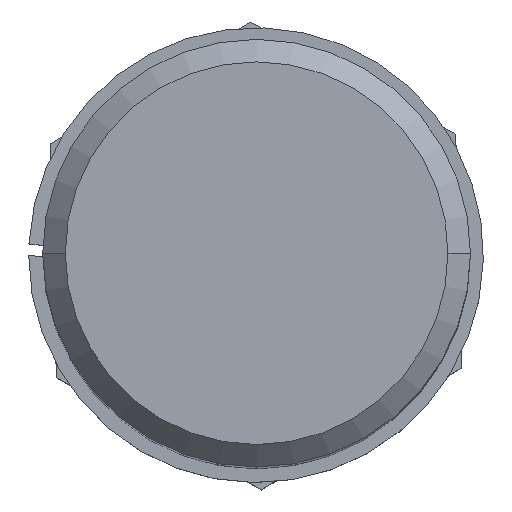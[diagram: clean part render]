
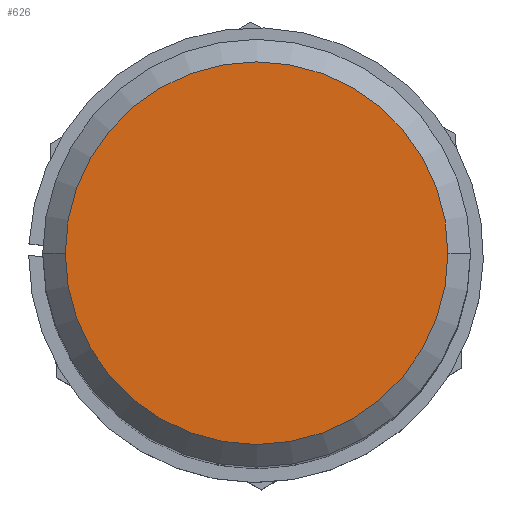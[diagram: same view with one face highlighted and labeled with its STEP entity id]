
A CAD part, top view. The second image highlights one B-rep face of the part: STEP entity #626.
In plain terms, the highlighted planar face has unit normal (0, 0, 1).
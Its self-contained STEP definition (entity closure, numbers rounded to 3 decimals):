
#83 = DIRECTION ( 'NONE',  ( 1., 0., 0. ) ) ;
#102 = CARTESIAN_POINT ( 'NONE',  ( 0., 0., 45. ) ) ;
#113 = DIRECTION ( 'NONE',  ( 0., 0., 1. ) ) ;
#124 = CARTESIAN_POINT ( 'NONE',  ( 0., 0., 45. ) ) ;
#249 = AXIS2_PLACEMENT_3D ( 'NONE', #124, #1059, #1435 ) ;
#328 = CARTESIAN_POINT ( 'NONE',  ( 8.5, 0., 45. ) ) ;
#626 = ADVANCED_FACE ( 'NONE', ( #881 ), #1634, .T. ) ;
#655 = DIRECTION ( 'NONE',  ( 1., 0., 0. ) ) ;
#657 = CIRCLE ( 'NONE', #2250, 8.5 ) ;
#881 = FACE_OUTER_BOUND ( 'NONE', #1484, .T. ) ;
#1059 = DIRECTION ( 'NONE',  ( 0., 0., 1. ) ) ;
#1270 = EDGE_CURVE ( 'NONE', #1360, #1973, #2234, .T. ) ;
#1340 = ORIENTED_EDGE ( 'NONE', *, *, #1270, .T. ) ;
#1360 = VERTEX_POINT ( 'NONE', #328 ) ;
#1435 = DIRECTION ( 'NONE',  ( 1., 0., 0. ) ) ;
#1484 = EDGE_LOOP ( 'NONE', ( #2091, #1340 ) ) ;
#1634 = PLANE ( 'NONE',  #2267 ) ;
#1752 = DIRECTION ( 'NONE',  ( 0., 0., 1. ) ) ;
#1929 = CARTESIAN_POINT ( 'NONE',  ( -8.5, 0., 45. ) ) ;
#1973 = VERTEX_POINT ( 'NONE', #1929 ) ;
#2013 = CARTESIAN_POINT ( 'NONE',  ( 0., 0., 45. ) ) ;
#2091 = ORIENTED_EDGE ( 'NONE', *, *, #2162, .T. ) ;
#2162 = EDGE_CURVE ( 'NONE', #1973, #1360, #657, .T. ) ;
#2234 = CIRCLE ( 'NONE', #249, 8.5 ) ;
#2250 = AXIS2_PLACEMENT_3D ( 'NONE', #102, #1752, #83 ) ;
#2267 = AXIS2_PLACEMENT_3D ( 'NONE', #2013, #113, #655 ) ;
